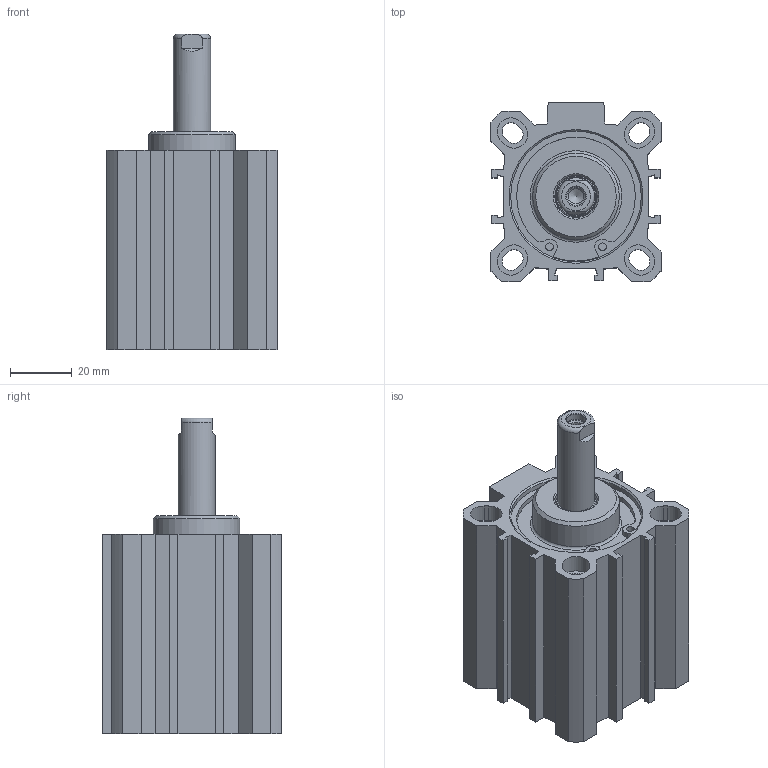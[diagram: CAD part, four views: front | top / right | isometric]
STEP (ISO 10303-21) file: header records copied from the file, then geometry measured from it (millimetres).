
FILE_DESCRIPTION((''),'2;1');
FILE_NAME('FSEM040.025.GS.F.stp','2014-07-01T12:25:22',('carlo.corazza'),(''),'Autodesk Inventor 2012','Autodesk Inventor 2012','');
FILE_SCHEMA(('AUTOMOTIVE_DESIGN { 1 0 10303 214 1 1 1 1 }'));
Length unit declared in the file: millimetre
Products named in the file (5): FSEM040..GS.F; CORPO-025; STELO-025; TA; TP
Assembly tree (4 placements, depth 2):
  FSEM040..GS.F
    CORPO-025
    STELO-025
    TA
    TP
Bounding box: 55 x 58 x 102 mm (x, y, z)
Volume: 95518.3 mm3; surface area: 48834.2 mm2
Topology: 4 solids, 4 shells, 236 faces, 582 edges, 375 vertices
Faces by surface type: plane 129, cylinder 68, cone 26, torus 13
Full cylindrical faces by diameter (mm): 2.25 x2, 2.5 x4, 4.917 x2, 6.25 x1, 8.566 x2, 12 x1, 12.54 x1, 13.7 x1, 14 x1, 16.32 x1, 16.5 x1, 28 x1, 28.9 x1, 40 x1, 41.7 x4, 42.2 x2, 44.7 x2
Entity records: 7088 total; most frequent: CARTESIAN_POINT 1289, DIRECTION 1156, ORIENTED_EDGE 1012, EDGE_CURVE 506, AXIS2_PLACEMENT_3D 419, VERTEX_POINT 362, EDGE_LOOP 336, VECTOR 318
